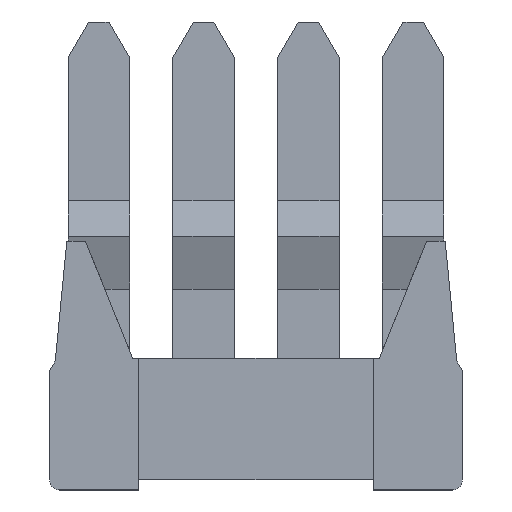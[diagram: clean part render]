
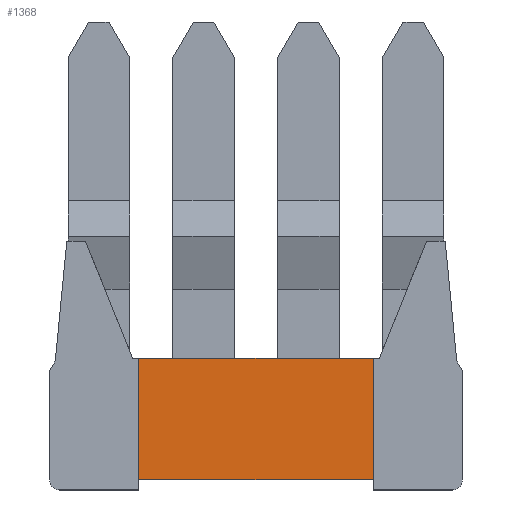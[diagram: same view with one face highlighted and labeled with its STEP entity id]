
A CAD part, top view. The second image highlights one B-rep face of the part: STEP entity #1368.
In plain terms, the highlighted planar face has unit normal (0, 0, 1).
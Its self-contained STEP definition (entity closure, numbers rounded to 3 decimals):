
#117=DIRECTION('',(0.,1.,0.));
#118=VECTOR('',#117,5.9);
#119=CARTESIAN_POINT('',(8.25,-5.275,1.4));
#120=LINE('',#119,#118);
#149=DIRECTION('',(1.,0.,0.));
#150=VECTOR('',#149,11.4);
#151=CARTESIAN_POINT('',(-3.15,0.625,1.4));
#152=LINE('',#151,#150);
#201=DIRECTION('',(1.,0.,0.));
#202=VECTOR('',#201,11.4);
#203=CARTESIAN_POINT('',(-3.15,-5.275,1.4));
#204=LINE('',#203,#202);
#213=DIRECTION('',(0.,1.,0.));
#214=VECTOR('',#213,5.9);
#215=CARTESIAN_POINT('',(-3.15,-5.275,1.4));
#216=LINE('',#215,#214);
#976=CARTESIAN_POINT('',(-3.15,0.625,1.4));
#978=VERTEX_POINT('',#976);
#979=CARTESIAN_POINT('',(8.25,0.625,1.4));
#980=VERTEX_POINT('',#979);
#991=CARTESIAN_POINT('',(-3.15,-5.275,1.4));
#992=CARTESIAN_POINT('',(8.25,-5.275,1.4));
#993=VERTEX_POINT('',#991);
#994=VERTEX_POINT('',#992);
#1357=CARTESIAN_POINT('',(-3.15,-5.775,1.4));
#1358=DIRECTION('',(0.,0.,-1.));
#1359=DIRECTION('',(1.,0.,0.));
#1360=AXIS2_PLACEMENT_3D('',#1357,#1358,#1359);
#1361=PLANE('',#1360);
#1362=ORIENTED_EDGE('',*,*,#1297,.T.);
#1363=ORIENTED_EDGE('',*,*,#1263,.F.);
#1364=ORIENTED_EDGE('',*,*,#1348,.F.);
#1365=ORIENTED_EDGE('',*,*,#1338,.T.);
#1366=EDGE_LOOP('',(#1362,#1363,#1364,#1365));
#1367=FACE_OUTER_BOUND('',#1366,.F.);
#1368=ADVANCED_FACE('',(#1367),#1361,.F.);
#1263=EDGE_CURVE('',#994,#980,#120,.T.);
#1297=EDGE_CURVE('',#978,#980,#152,.T.);
#1338=EDGE_CURVE('',#993,#978,#216,.T.);
#1348=EDGE_CURVE('',#993,#994,#204,.T.);
